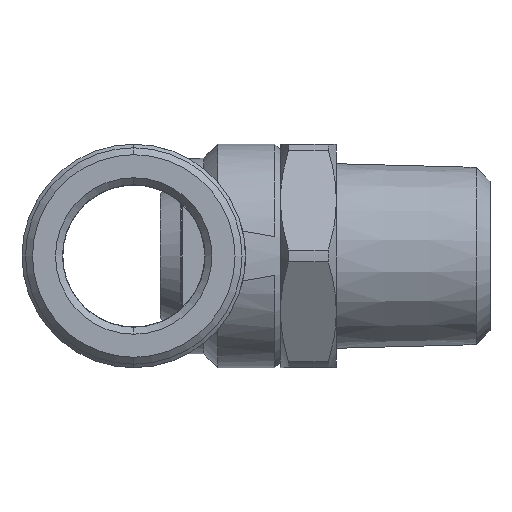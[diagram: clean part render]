
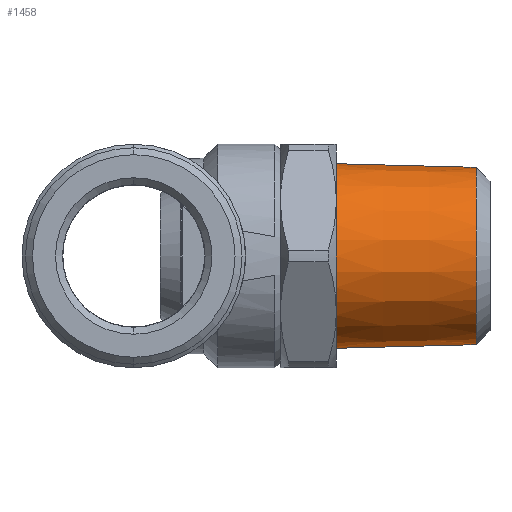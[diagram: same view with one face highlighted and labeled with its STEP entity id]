
A CAD part, left-side view. The second image highlights one B-rep face of the part: STEP entity #1458.
In plain terms, the highlighted conical face has half-angle 1.47 degrees and reference radius 6.604 mm.
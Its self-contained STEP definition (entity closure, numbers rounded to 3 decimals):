
#532 = DIRECTION ( 'NONE',  ( 0., 0., -1. ) ) ;
#533 = AXIS2_PLACEMENT_3D ( 'NONE', #545, #538, #532 ) ;
#534 = CIRCLE ( 'NONE', #533, 6.348 ) ;
#535 = CARTESIAN_POINT ( 'NONE',  ( 0., -14.5, 0. ) ) ;
#538 = DIRECTION ( 'NONE',  ( 0., -1., 0. ) ) ;
#541 = DIRECTION ( 'NONE',  ( 0., 0., -1. ) ) ;
#542 = DIRECTION ( 'NONE',  ( 0., -1., 0. ) ) ;
#543 = AXIS2_PLACEMENT_3D ( 'NONE', #535, #542, #541 ) ;
#544 = CIRCLE ( 'NONE', #543, 6.604 ) ;
#545 = CARTESIAN_POINT ( 'NONE',  ( 0., -24.5, 0. ) ) ;
#572 = VERTEX_POINT ( 'NONE', #1756 ) ;
#578 = EDGE_CURVE ( 'NONE', #620, #581, #1660, .T. ) ;
#579 = EDGE_CURVE ( 'NONE', #628, #572, #1656, .T. ) ;
#581 = VERTEX_POINT ( 'NONE', #1648 ) ;
#620 = VERTEX_POINT ( 'NONE', #1961 ) ;
#628 = VERTEX_POINT ( 'NONE', #1941 ) ;
#1458 = ADVANCED_FACE ( 'NONE', ( #3232 ), #3223, .T. ) ;
#1503 = EDGE_LOOP ( 'NONE', ( #1568, #1518, #1517, #1549 ) ) ;
#1517 = ORIENTED_EDGE ( 'NONE', *, *, #578, .T. ) ;
#1518 = ORIENTED_EDGE ( 'NONE', *, *, #1547, .F. ) ;
#1547 = EDGE_CURVE ( 'NONE', #620, #628, #534, .T. ) ;
#1549 = ORIENTED_EDGE ( 'NONE', *, *, #1550, .T. ) ;
#1550 = EDGE_CURVE ( 'NONE', #581, #572, #544, .T. ) ;
#1568 = ORIENTED_EDGE ( 'NONE', *, *, #579, .F. ) ;
#1648 = CARTESIAN_POINT ( 'NONE',  ( 0., -14.5, 6.604 ) ) ;
#1653 = DIRECTION ( 'NONE',  ( 0., 1., -0.026 ) ) ;
#1654 = VECTOR ( 'NONE', #1653, 1000. ) ;
#1655 = CARTESIAN_POINT ( 'NONE',  ( 0., -14.5, -6.604 ) ) ;
#1656 = LINE ( 'NONE', #1655, #1654 ) ;
#1657 = DIRECTION ( 'NONE',  ( 0., 1., 0.026 ) ) ;
#1658 = VECTOR ( 'NONE', #1657, 1000. ) ;
#1659 = CARTESIAN_POINT ( 'NONE',  ( 0., -14.5, 6.604 ) ) ;
#1660 = LINE ( 'NONE', #1659, #1658 ) ;
#1756 = CARTESIAN_POINT ( 'NONE',  ( 0., -14.5, -6.604 ) ) ;
#1941 = CARTESIAN_POINT ( 'NONE',  ( 0., -24.5, -6.348 ) ) ;
#1961 = CARTESIAN_POINT ( 'NONE',  ( 0., -24.5, 6.348 ) ) ;
#3222 = AXIS2_PLACEMENT_3D ( 'NONE', #3231, #3229, #3228 ) ;
#3223 = CONICAL_SURFACE ( 'NONE', #3222, 6.604, 0.026 ) ;
#3228 = DIRECTION ( 'NONE',  ( 0., 0., 1. ) ) ;
#3229 = DIRECTION ( 'NONE',  ( 0., 1., 0. ) ) ;
#3231 = CARTESIAN_POINT ( 'NONE',  ( 0., -14.5, 0. ) ) ;
#3232 = FACE_OUTER_BOUND ( 'NONE', #1503, .T. ) ;
